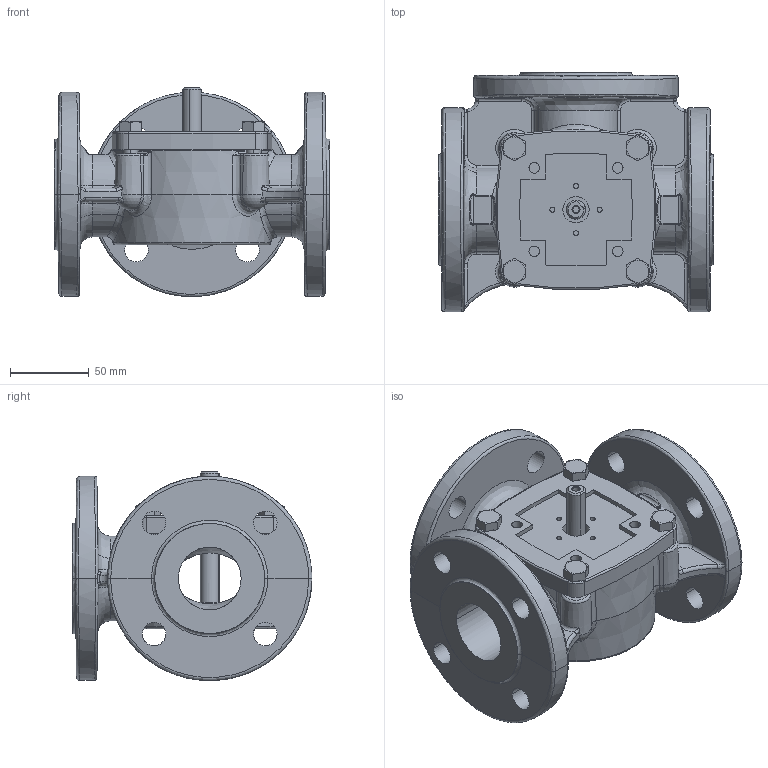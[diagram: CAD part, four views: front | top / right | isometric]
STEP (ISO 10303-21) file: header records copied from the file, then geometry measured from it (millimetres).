
FILE_DESCRIPTION(('CATIA V5 STEP'),'2;1');
FILE_NAME('3F40.stp','2013-02-14T12:48:57+00:00',('none'),('none'),'CATIA Version 5 Release 20 SP 6 (IN-10)','CATIA V5 STEP AP203','none');
FILE_SCHEMA(('CONFIG_CONTROL_DESIGN'));
Products named in the file (1): 3F40
Assembly tree (7 placements, depth 2):
  3F40
    #58
    #38629
    #42287  x4
    #42896
Bounding box: 175 x 152.5 x 132.88 mm (x, y, z)
Volume: 866855.6 mm3; surface area: 207629.1 mm2
Topology: 7 solids, 7 shells, 733 faces, 1832 edges, 1097 vertices
Faces by surface type: bspline 227, cylinder 219, plane 150, torus 65, cone 56, sphere 16
Entity records: 43248 total; most frequent: CARTESIAN_POINT 30035, ORIENTED_EDGE 3344, EDGE_CURVE 1672, DIRECTION 1505, VERTEX_POINT 1019, B_SPLINE_CURVE_WITH_KNOTS 863, AXIS2_PLACEMENT_3D 816, EDGE_LOOP 737
